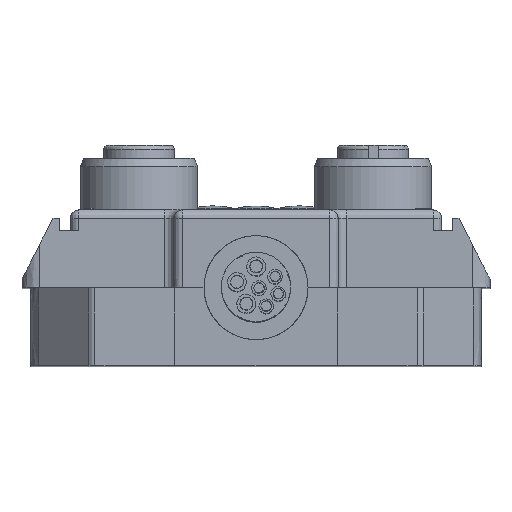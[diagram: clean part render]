
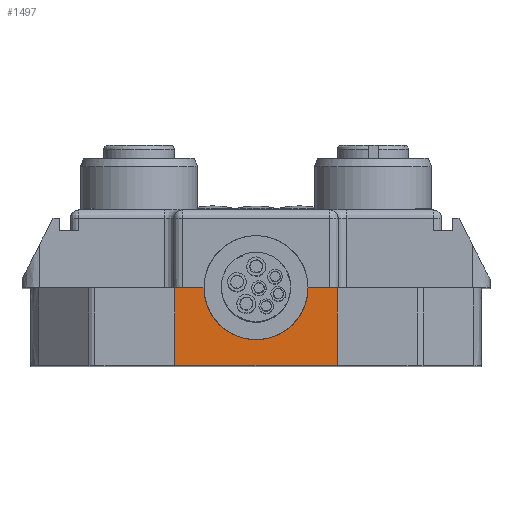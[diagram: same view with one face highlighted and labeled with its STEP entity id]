
A CAD part, top view. The second image highlights one B-rep face of the part: STEP entity #1497.
In plain terms, the highlighted free-form (B-spline) face has degree [1, 1] with [2, 2] control points.
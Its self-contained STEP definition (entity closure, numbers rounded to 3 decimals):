
#1392=CARTESIAN_POINT('',(6.,9.,-25.05));
#1393=VERTEX_POINT('',#1392);
#1399=CARTESIAN_POINT('',(8.812,9.,-25.05));
#1400=VERTEX_POINT('',#1399);
#1401=CARTESIAN_POINT('',(6.,9.,-25.05));
#1402=CARTESIAN_POINT('',(8.812,9.,-25.05));
#1403=B_SPLINE_CURVE_WITH_KNOTS('',1,(#1401,#1402),.POLYLINE_FORM.,.F.,.U.,(2,2),(0.,1.),.UNSPECIFIED.);
#1404=EDGE_CURVE('',#1393,#1400,#1403,.T.);
#1422=CARTESIAN_POINT('',(-6.,9.,-25.05));
#1423=VERTEX_POINT('',#1422);
#1430=CARTESIAN_POINT('',(-8.812,9.,-25.05));
#1431=VERTEX_POINT('',#1430);
#1439=CARTESIAN_POINT('',(-8.812,9.,-25.05));
#1440=CARTESIAN_POINT('',(-6.,9.,-25.05));
#1441=B_SPLINE_CURVE_WITH_KNOTS('',1,(#1439,#1440),.POLYLINE_FORM.,.F.,.U.,(2,2),(0.,1.),.UNSPECIFIED.);
#1442=EDGE_CURVE('',#1431,#1423,#1441,.T.);
#1447=CARTESIAN_POINT('',(25.343,34.343,-25.05));
#1448=CARTESIAN_POINT('',(25.343,-16.343,-25.05));
#1449=CARTESIAN_POINT('',(-25.343,34.343,-25.05));
#1450=CARTESIAN_POINT('',(-25.343,-16.343,-25.05));
#1451=B_SPLINE_SURFACE_WITH_KNOTS('',1,1,((#1447,#1448),(#1449,#1450)),.PLANE_SURF.,.F.,.F.,.U.,(2,2),(2,2),(0.,1.),(0.,1.),.UNSPECIFIED.);
#1452=CARTESIAN_POINT('',(6.,9.,-25.05));
#1453=CARTESIAN_POINT('',(6.,3.,-25.05));
#1454=CARTESIAN_POINT('',(0.,3.,-25.05));
#1455=CARTESIAN_POINT('',(-6.,3.,-25.05));
#1456=CARTESIAN_POINT('',(-6.,9.,-25.05));
#1457=(BOUNDED_CURVE()B_SPLINE_CURVE(2,(#1452,#1453,#1454,#1455,#1456),.CIRCULAR_ARC.,.F.,.U.)B_SPLINE_CURVE_WITH_KNOTS((3,2,3),(0.,0.5,1.),.UNSPECIFIED.)CURVE()GEOMETRIC_REPRESENTATION_ITEM()RATIONAL_B_SPLINE_CURVE((1.,0.707,1.,0.707,1.))REPRESENTATION_ITEM(''));
#1458=EDGE_CURVE('',#1393,#1423,#1457,.T.);
#1459=ORIENTED_EDGE('',*,*,#1458,.T.);
#1460=ORIENTED_EDGE('',*,*,#1442,.F.);
#1461=CARTESIAN_POINT('',(-9.4,9.,-25.05));
#1462=VERTEX_POINT('',#1461);
#1463=CARTESIAN_POINT('',(-8.812,9.,-25.05));
#1464=CARTESIAN_POINT('',(-9.4,9.,-25.05));
#1465=B_SPLINE_CURVE_WITH_KNOTS('',1,(#1463,#1464),.POLYLINE_FORM.,.F.,.U.,(2,2),(0.,1.),.UNSPECIFIED.);
#1466=EDGE_CURVE('',#1431,#1462,#1465,.T.);
#1467=ORIENTED_EDGE('',*,*,#1466,.T.);
#1468=CARTESIAN_POINT('',(-9.4,0.,-25.05));
#1469=VERTEX_POINT('',#1468);
#1470=CARTESIAN_POINT('',(-9.4,9.,-25.05));
#1471=CARTESIAN_POINT('',(-9.4,0.,-25.05));
#1472=B_SPLINE_CURVE_WITH_KNOTS('',1,(#1470,#1471),.POLYLINE_FORM.,.F.,.U.,(2,2),(0.,1.),.UNSPECIFIED.);
#1473=EDGE_CURVE('',#1462,#1469,#1472,.T.);
#1474=ORIENTED_EDGE('',*,*,#1473,.T.);
#1475=CARTESIAN_POINT('',(9.4,0.,-25.05));
#1476=VERTEX_POINT('',#1475);
#1477=CARTESIAN_POINT('',(-9.4,0.,-25.05));
#1478=CARTESIAN_POINT('',(9.4,0.,-25.05));
#1479=B_SPLINE_CURVE_WITH_KNOTS('',1,(#1477,#1478),.POLYLINE_FORM.,.F.,.U.,(2,2),(0.,1.),.UNSPECIFIED.);
#1480=EDGE_CURVE('',#1469,#1476,#1479,.T.);
#1481=ORIENTED_EDGE('',*,*,#1480,.T.);
#1482=CARTESIAN_POINT('',(9.4,9.,-25.05));
#1483=VERTEX_POINT('',#1482);
#1484=CARTESIAN_POINT('',(9.4,0.,-25.05));
#1485=CARTESIAN_POINT('',(9.4,9.,-25.05));
#1486=B_SPLINE_CURVE_WITH_KNOTS('',1,(#1484,#1485),.POLYLINE_FORM.,.F.,.U.,(2,2),(0.,1.),.UNSPECIFIED.);
#1487=EDGE_CURVE('',#1476,#1483,#1486,.T.);
#1488=ORIENTED_EDGE('',*,*,#1487,.T.);
#1489=CARTESIAN_POINT('',(9.4,9.,-25.05));
#1490=CARTESIAN_POINT('',(8.812,9.,-25.05));
#1491=B_SPLINE_CURVE_WITH_KNOTS('',1,(#1489,#1490),.POLYLINE_FORM.,.F.,.U.,(2,2),(0.,1.),.UNSPECIFIED.);
#1492=EDGE_CURVE('',#1483,#1400,#1491,.T.);
#1493=ORIENTED_EDGE('',*,*,#1492,.T.);
#1494=ORIENTED_EDGE('',*,*,#1404,.F.);
#1495=EDGE_LOOP('',(#1459,#1460,#1467,#1474,#1481,#1488,#1493,#1494));
#1496=FACE_OUTER_BOUND('',#1495,.T.);
#1497=ADVANCED_FACE('',(#1496),#1451,.T.);
